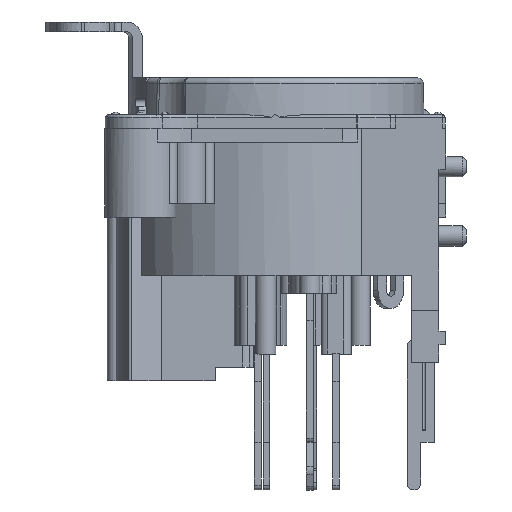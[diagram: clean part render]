
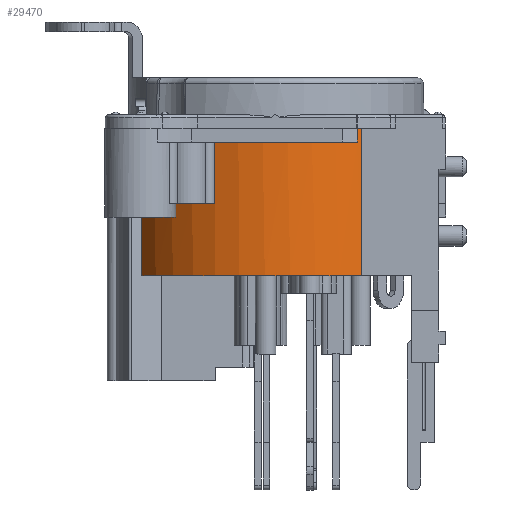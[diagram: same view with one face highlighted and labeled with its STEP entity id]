
A CAD part, left-side view. The second image highlights one B-rep face of the part: STEP entity #29470.
In plain terms, the highlighted cylindrical face has radius 11 mm (diameter 22 mm), a partial arc.
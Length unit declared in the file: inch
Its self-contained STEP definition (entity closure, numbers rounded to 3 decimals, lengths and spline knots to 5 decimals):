
#467=CIRCLE('',#31173,0.43307);
#468=CIRCLE('',#31174,0.43307);
#469=CIRCLE('',#31175,0.43307);
#470=CIRCLE('',#31176,0.43307);
#471=CIRCLE('',#31177,0.43307);
#472=CIRCLE('',#31178,0.43307);
#1073=CYLINDRICAL_SURFACE('',#31172,0.43307);
#1565=FACE_OUTER_BOUND('',#3045,.T.);
#3045=EDGE_LOOP('',(#19880,#19881,#19882,#19883,#19884,#19885,#19886,#19887,
#19888,#19889,#19890,#19891));
#5118=LINE('',#42892,#8510);
#5119=LINE('',#42896,#8511);
#5120=LINE('',#42900,#8512);
#5121=LINE('',#42904,#8513);
#5122=LINE('',#42908,#8514);
#5123=LINE('',#42912,#8515);
#8510=VECTOR('',#34743,0.01969);
#8511=VECTOR('',#34746,0.36614);
#8512=VECTOR('',#34749,0.4252);
#8513=VECTOR('',#34752,0.03937);
#8514=VECTOR('',#34755,0.17717);
#8515=VECTOR('',#34758,0.17717);
#11824=VERTEX_POINT('',#42890);
#11825=VERTEX_POINT('',#42891);
#11826=VERTEX_POINT('',#42893);
#11827=VERTEX_POINT('',#42895);
#11828=VERTEX_POINT('',#42897);
#11829=VERTEX_POINT('',#42899);
#11830=VERTEX_POINT('',#42901);
#11831=VERTEX_POINT('',#42903);
#11832=VERTEX_POINT('',#42905);
#11833=VERTEX_POINT('',#42907);
#11834=VERTEX_POINT('',#42909);
#11835=VERTEX_POINT('',#42911);
#14893=EDGE_CURVE('',#11824,#11825,#5118,.T.);
#14894=EDGE_CURVE('',#11825,#11826,#467,.T.);
#14895=EDGE_CURVE('',#11826,#11827,#5119,.T.);
#14896=EDGE_CURVE('',#11827,#11828,#468,.T.);
#14897=EDGE_CURVE('',#11828,#11829,#5120,.T.);
#14898=EDGE_CURVE('',#11830,#11829,#469,.T.);
#14899=EDGE_CURVE('',#11830,#11831,#5121,.T.);
#14900=EDGE_CURVE('',#11831,#11832,#470,.T.);
#14901=EDGE_CURVE('',#11832,#11833,#5122,.T.);
#14902=EDGE_CURVE('',#11833,#11834,#471,.T.);
#14903=EDGE_CURVE('',#11834,#11835,#5123,.T.);
#14904=EDGE_CURVE('',#11835,#11824,#472,.T.);
#19880=ORIENTED_EDGE('',*,*,#14893,.T.);
#19881=ORIENTED_EDGE('',*,*,#14894,.T.);
#19882=ORIENTED_EDGE('',*,*,#14895,.T.);
#19883=ORIENTED_EDGE('',*,*,#14896,.T.);
#19884=ORIENTED_EDGE('',*,*,#14897,.T.);
#19885=ORIENTED_EDGE('',*,*,#14898,.F.);
#19886=ORIENTED_EDGE('',*,*,#14899,.T.);
#19887=ORIENTED_EDGE('',*,*,#14900,.T.);
#19888=ORIENTED_EDGE('',*,*,#14901,.T.);
#19889=ORIENTED_EDGE('',*,*,#14902,.T.);
#19890=ORIENTED_EDGE('',*,*,#14903,.T.);
#19891=ORIENTED_EDGE('',*,*,#14904,.T.);
#29470=ADVANCED_FACE('',(#1565),#1073,.T.);
#31172=AXIS2_PLACEMENT_3D('',#42889,#34741,#34742);
#31173=AXIS2_PLACEMENT_3D('',#42894,#34744,#34745);
#31174=AXIS2_PLACEMENT_3D('',#42898,#34747,#34748);
#31175=AXIS2_PLACEMENT_3D('',#42902,#34750,#34751);
#31176=AXIS2_PLACEMENT_3D('',#42906,#34753,#34754);
#31177=AXIS2_PLACEMENT_3D('',#42910,#34756,#34757);
#31178=AXIS2_PLACEMENT_3D('',#42913,#34759,#34760);
#34741=DIRECTION('center_axis',(0.,0.,1.));
#34742=DIRECTION('ref_axis',(-0.971,0.238,0.));
#34743=DIRECTION('',(0.,0.,-1.));
#34744=DIRECTION('center_axis',(0.,0.,-1.));
#34745=DIRECTION('ref_axis',(-0.5,0.866,0.));
#34746=DIRECTION('',(0.,0.,-1.));
#34747=DIRECTION('center_axis',(0.,0.,1.));
#34748=DIRECTION('ref_axis',(-0.459,0.888,0.));
#34749=DIRECTION('',(0.,0.,1.));
#34750=DIRECTION('center_axis',(0.,0.,
1.));
#34751=DIRECTION('ref_axis',(1.,0.,0.));
#34752=DIRECTION('',(0.,0.,-1.));
#34753=DIRECTION('center_axis',(0.,0.,-1.));
#34754=DIRECTION('ref_axis',(-0.838,-0.545,0.));
#34755=DIRECTION('',(0.,0.,-1.));
#34756=DIRECTION('center_axis',(0.,0.,-1.));
#34757=DIRECTION('ref_axis',(-0.916,0.402,0.));
#34758=DIRECTION('',(0.,0.,1.));
#34759=DIRECTION('center_axis',(0.,0.,-1.));
#34760=DIRECTION('ref_axis',(-0.598,0.802,0.));
#42889=CARTESIAN_POINT('Origin',(-0.02207,-0.18339,
-0.47307));
#42890=CARTESIAN_POINT('',(-0.23861,0.19166,-0.07874));
#42891=CARTESIAN_POINT('',(-0.23861,0.19166,-0.09843));
#42892=CARTESIAN_POINT('',(-0.23861,0.19166,-0.07874));
#42893=CARTESIAN_POINT('',(-0.22105,0.20127,-0.09843));
#42894=CARTESIAN_POINT('Origin',(-0.02207,-0.18339,
-0.09843));
#42895=CARTESIAN_POINT('',(-0.22105,0.20127,-0.46457));
#42896=CARTESIAN_POINT('',(-0.22105,0.20127,-0.09843));
#42897=CARTESIAN_POINT('',(-0.3764,-0.43239,-0.46457));
#42898=CARTESIAN_POINT('Origin',(-0.02207,-0.18339,
-0.46457));
#42899=CARTESIAN_POINT('',(-0.3764,-0.43239,-0.03937));
#42900=CARTESIAN_POINT('',(-0.3764,-0.43239,-0.46457));
#42901=CARTESIAN_POINT('',(-0.38505,-0.41961,-0.03937));
#42902=CARTESIAN_POINT('Origin',(-0.02207,-0.18339,
-0.03937));
#42903=CARTESIAN_POINT('',(-0.38505,-0.41961,-0.07874));
#42904=CARTESIAN_POINT('',(-0.38505,-0.41961,-0.03937));
#42905=CARTESIAN_POINT('',(-0.41867,-0.00942,-0.07874));
#42906=CARTESIAN_POINT('Origin',(-0.02207,-0.18339,
-0.07874));
#42907=CARTESIAN_POINT('',(-0.41867,-0.00942,-0.25591));
#42908=CARTESIAN_POINT('',(-0.41867,-0.00942,-0.07874));
#42909=CARTESIAN_POINT('',(-0.28101,0.16375,-0.25591));
#42910=CARTESIAN_POINT('Origin',(-0.02207,-0.18339,
-0.25591));
#42911=CARTESIAN_POINT('',(-0.28101,0.16375,-0.07874));
#42912=CARTESIAN_POINT('',(-0.28101,0.16375,-0.25591));
#42913=CARTESIAN_POINT('Origin',(-0.02207,-0.18339,
-0.07874));
